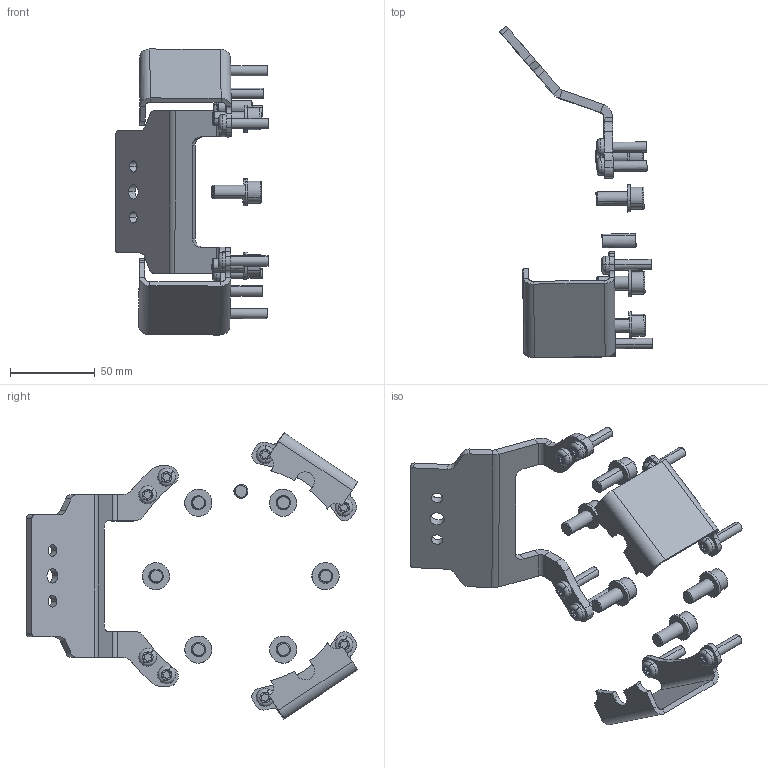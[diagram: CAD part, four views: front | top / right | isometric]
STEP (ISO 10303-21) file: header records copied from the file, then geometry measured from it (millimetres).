
FILE_DESCRIPTION (( 'STEP AP203' ), '1' );
FILE_NAME ('P5204-1.STEP', '2021-03-01T11:18:21', ( '' ), ( '' ), 'SwSTEP 2.0', 'SolidWorks 2019', '' );
FILE_SCHEMA (( 'CONFIG_CONTROL_DESIGN' ));
Length unit declared in the file: millimetre
Products named in the file (1): P5204-1
Bounding box: 90.16 x 195.39 x 168.68 mm (x, y, z)
Volume: 82754.4 mm3; surface area: 53402.5 mm2
Topology: 24 solids, 24 shells, 530 faces, 1246 edges, 792 vertices
Faces by surface type: cylinder 292, plane 178, torus 44, cone 16
Entity records: 15489 total; most frequent: DIRECTION 2996, CARTESIAN_POINT 2569, ORIENTED_EDGE 2492, EDGE_CURVE 1246, AXIS2_PLACEMENT_3D 1219, VERTEX_POINT 792, CIRCLE 688, EDGE_LOOP 592
